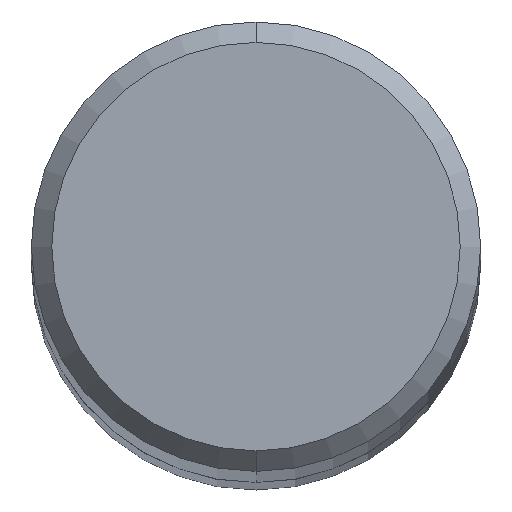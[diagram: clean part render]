
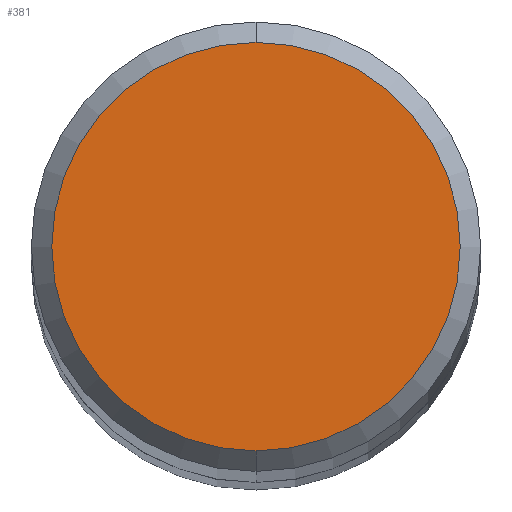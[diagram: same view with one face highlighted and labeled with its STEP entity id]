
A CAD part, top view. The second image highlights one B-rep face of the part: STEP entity #381.
In plain terms, the highlighted planar face has unit normal (0, 0, 1).
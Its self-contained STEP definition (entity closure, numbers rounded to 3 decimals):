
#223=EDGE_CURVE('',#285,#269,#503,.T.);
#233=EDGE_CURVE('',#269,#285,#513,.T.);
#269=VERTEX_POINT('',#552);
#285=VERTEX_POINT('',#570);
#381=ADVANCED_FACE('',(#675),#676,.T.);
#503=CIRCLE('',#901,1.0);
#513=CIRCLE('',#916,1.0);
#552=CARTESIAN_POINT('',(0.0,1.0,0.0));
#570=CARTESIAN_POINT('',(0.,-1.0,0.0));
#675=FACE_OUTER_BOUND('',#1238,.T.);
#676=PLANE('',#1239);
#901=AXIS2_PLACEMENT_3D('',#1390,#1391,#1392);
#916=AXIS2_PLACEMENT_3D('',#1395,#1396,#1397);
#1238=EDGE_LOOP('',(#1556,#1557));
#1239=AXIS2_PLACEMENT_3D('',#1558,#1559,#1560);
#1390=CARTESIAN_POINT('',(0.0,0.0,0.0));
#1391=DIRECTION('',(0.0,0.0,-1.0));
#1392=DIRECTION('',(0.0,1.0,0.0));
#1395=CARTESIAN_POINT('',(0.0,0.0,0.0));
#1396=DIRECTION('',(0.0,0.0,-1.0));
#1397=DIRECTION('',(0.0,1.0,0.0));
#1556=ORIENTED_EDGE('',*,*,#233,.F.);
#1557=ORIENTED_EDGE('',*,*,#223,.F.);
#1558=CARTESIAN_POINT('',(0.0,0.5,0.0));
#1559=DIRECTION('',(-0.0,0.0,1.0));
#1560=DIRECTION('',(0.0,-1.0,0.0));
